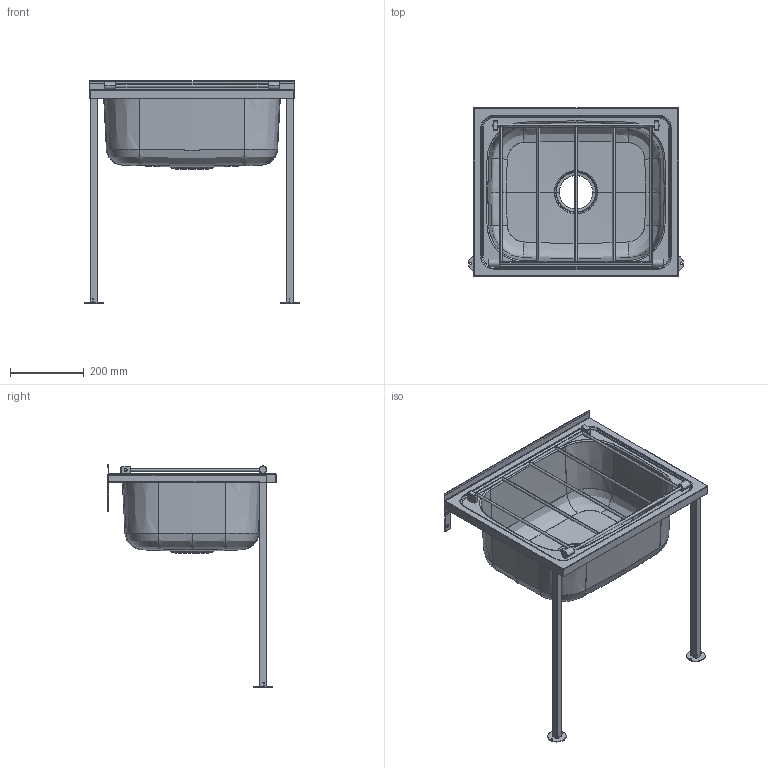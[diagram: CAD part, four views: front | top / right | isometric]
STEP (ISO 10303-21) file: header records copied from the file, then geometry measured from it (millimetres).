
FILE_DESCRIPTION(/* description */ (''),/* implementation_level */ '2;1');
FILE_NAME(/* name */ 'STEP - YH235B SR-1_SL-3_9512519',/* time_stamp */ '2024-07-03T09:06:26+10:00',/* author */ (''),/* organization */ (''),/* preprocessor_version */ 'ST-DEVELOPER v16.5',/* originating_system */ 'Rhino 7.23',/* authorisation */ '');
FILE_SCHEMA (('AUTOMOTIVE_DESIGN'));
Length unit declared in the file: millimetre
Products named in the file (10): Document; 235-SL-3_ASM; 235-SL-3; Block 01; 235-SL-3-DING; 235B-1_ASM; 235B-1; 235-SR-1-GUDINGKUAI; 235-SR-1; 235-SR-1-JIAOTAO
Assembly tree (12 placements, depth 4):
  Document
    235-SL-3_ASM  x2
      235-SL-3
        Block 01
      235-SL-3-DING
    235B-1_ASM
      235B-1
      235-SR-1-GUDINGKUAI  x2
      235-SR-1
      235-SR-1-JIAOTAO  x2
Bounding box: 582.4 x 455.8 x 602.14 mm (x, y, z)
Volume: 1289507.8 mm3; surface area: 1497887 mm2
Topology: 14 solids, 14 shells, 959 faces, 2495 edges, 1556 vertices
Faces by surface type: cylinder 542, bspline 294, plane 123
Entity records: 39080 total; most frequent: CARTESIAN_POINT 29232, ORIENTED_EDGE 2952, EDGE_CURVE 1476, B_SPLINE_CURVE_WITH_KNOTS 1179, VERTEX_POINT 910, EDGE_LOOP 610, ADVANCED_FACE 581, FACE_OUTER_BOUND 581
